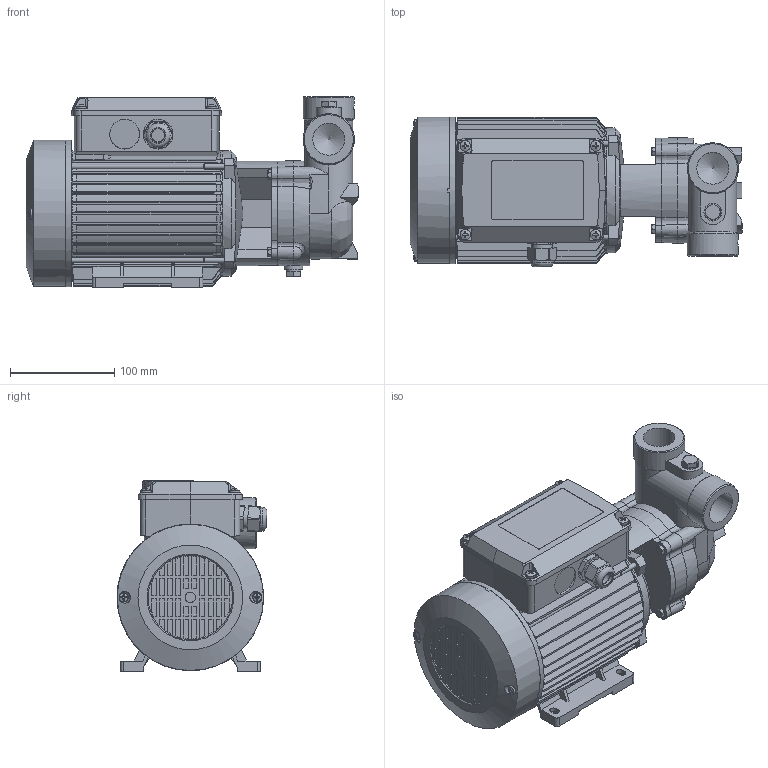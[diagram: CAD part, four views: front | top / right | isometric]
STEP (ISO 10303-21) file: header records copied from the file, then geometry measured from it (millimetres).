
FILE_DESCRIPTION(('STEP AP203'),'2;1');
FILE_NAME('4_93_453_04_REV00.stp','2012-10-24T10:48:42',(''),(''),'2011.1.114','THINKDESIGN','');
FILE_SCHEMA(('CONFIG_CONTROL_DESIGN'));
Bounding box: 318.1 x 143.69 x 183 mm (x, y, z)
Volume: 4135275.6 mm3; surface area: 392517 mm2
Topology: 17 solids, 17 shells, 1202 faces, 3316 edges, 2211 vertices
Faces by surface type: plane 707, bspline 252, cylinder 243
Full cylindrical faces by diameter (mm): 4 x4, 4.36 x4, 4.5 x2, 5 x8, 8 x2, 8.4 x2, 9.728 x2, 10 x5, 13.25 x1, 14 x2, 14.66 x1, 17 x1, 18 x1, 18.06 x1, 18.16 x1, 20 x1, 20.1 x1, 20.5 x1, 23 x1, 28.5 x3, 30.5 x2, 49 x2, 115 x1, 120 x3, 140 x1, 140.5 x1
Entity records: 45125 total; most frequent: CARTESIAN_POINT 15633, ORIENTED_EDGE 6624, DIRECTION 5453, EDGE_CURVE 3312, VERTEX_POINT 2217, VECTOR 1939, LINE 1939, AXIS2_PLACEMENT_3D 1757
